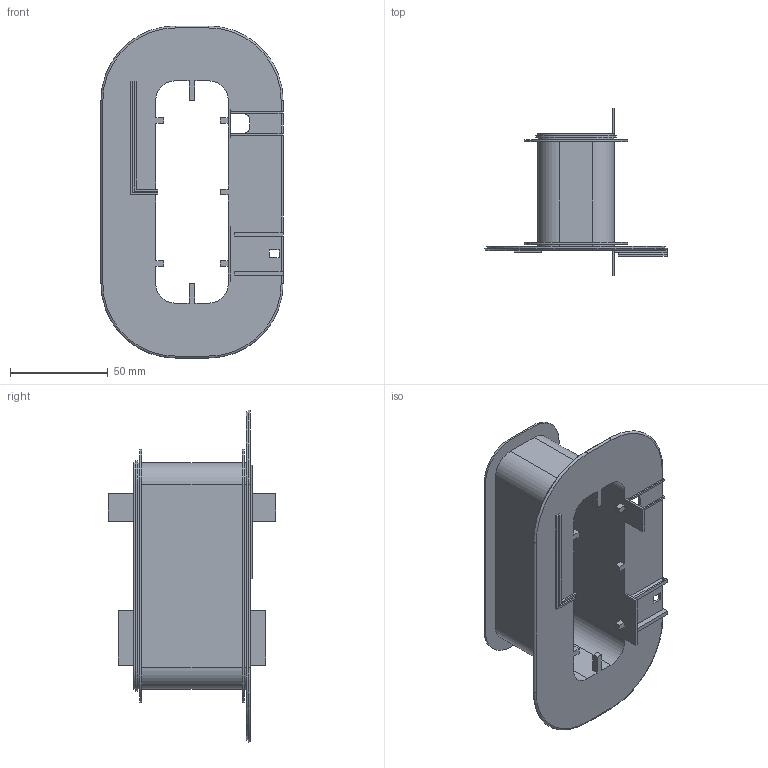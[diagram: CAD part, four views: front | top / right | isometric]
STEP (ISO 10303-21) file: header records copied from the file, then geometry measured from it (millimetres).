
FILE_DESCRIPTION(/* description */ (''),/* implementation_level */ '2;1');
FILE_NAME(/* name */ 'coil_former_lv.ipt.stp',/* time_stamp */ '2016-11-04T11:03:01+01:00',/* author */ ('tguillod'),/* organization */ (''),/* preprocessor_version */ 'ST-DEVELOPER v15.2',/* originating_system */ 'Autodesk Inventor 2014',/* authorisation */ '');
FILE_SCHEMA (('AUTOMOTIVE_DESIGN { 1 0 10303 214 3 1 1 }'));
Length unit declared in the file: millimetre
Products named in the file (1): coil_former_lv
Bounding box: 93 x 85.5 x 169.5 mm (x, y, z)
Volume: 33952.7 mm3; surface area: 68373.1 mm2
Topology: 1 solids, 1 shells, 230 faces, 668 edges, 442 vertices
Faces by surface type: plane 172, cylinder 52, torus 6
Entity records: 7567 total; most frequent: CARTESIAN_POINT 1351, ORIENTED_EDGE 1336, DIRECTION 1244, EDGE_CURVE 668, LINE 550, VECTOR 550, VERTEX_POINT 442, AXIS2_PLACEMENT_3D 347
